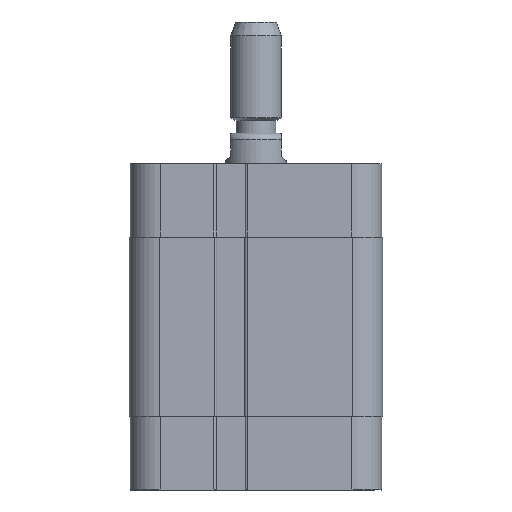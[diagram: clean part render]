
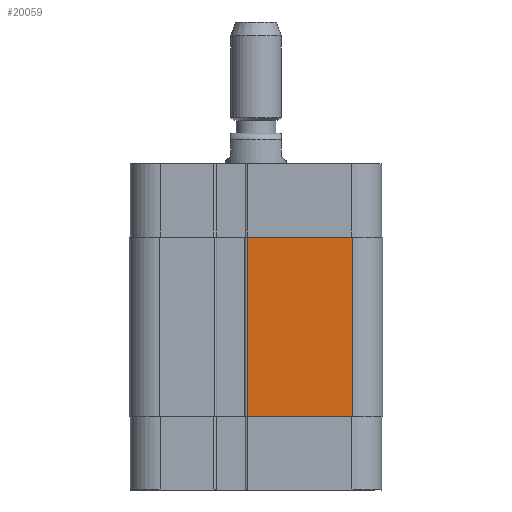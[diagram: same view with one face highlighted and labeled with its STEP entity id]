
A CAD part, front view. The second image highlights one B-rep face of the part: STEP entity #20059.
In plain terms, the highlighted planar face has unit normal (0, -1, 0).
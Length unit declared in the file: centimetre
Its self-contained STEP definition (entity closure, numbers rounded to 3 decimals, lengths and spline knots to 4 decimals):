
#800=PLANE($,#20764);
#1876=FACE_OUTER_BOUND($,#3089,.T.);
#3089=EDGE_LOOP($,(#18073,#18074,#18075,#18076));
#4414=LINE($,#40090,#5873);
#4519=LINE($,#40401,#5978);
#4545=LINE($,#40495,#6004);
#4546=LINE($,#40497,#6005);
#5873=VECTOR($,#23121,2.08);
#5978=VECTOR($,#23438,2.08);
#6004=VECTOR($,#23518,3.55);
#6005=VECTOR($,#23521,3.55);
#9197=VERTEX_POINT($,#40087);
#9198=VERTEX_POINT($,#40089);
#9297=VERTEX_POINT($,#40398);
#9298=VERTEX_POINT($,#40400);
#12076=EDGE_CURVE($,#9198,#9197,#4414,.T.);
#12231=EDGE_CURVE($,#9298,#9297,#4519,.T.);
#12279=EDGE_CURVE($,#9197,#9298,#4545,.T.);
#12280=EDGE_CURVE($,#9198,#9297,#4546,.T.);
#18073=ORIENTED_EDGE($,*,*,#12231,.T.);
#18074=ORIENTED_EDGE($,*,*,#12280,.F.);
#18075=ORIENTED_EDGE($,*,*,#12076,.T.);
#18076=ORIENTED_EDGE($,*,*,#12279,.T.);
#20059=ADVANCED_FACE($,(#1876),#800,.T.);
#20764=AXIS2_PLACEMENT_3D($,#40496,#23519,#23520);
#23121=DIRECTION($,(1.,0.,0.));
#23438=DIRECTION($,(-1.,0.,0.));
#23518=DIRECTION($,(0.,0.,1.));
#23519=DIRECTION('center_axis',(0.,-1.,0.));
#23520=DIRECTION('ref_axis',(1.,0.,0.));
#23521=DIRECTION($,(0.,0.,1.));
#40087=CARTESIAN_POINT('',(1.905,-2.505,1.45));
#40089=CARTESIAN_POINT('',(-0.175,-2.505,1.45));
#40090=CARTESIAN_POINT($,(-0.175,-2.505,1.45));
#40398=CARTESIAN_POINT('',(-0.175,-2.505,5.));
#40400=CARTESIAN_POINT('',(1.905,-2.505,5.));
#40401=CARTESIAN_POINT($,(1.905,-2.505,5.));
#40495=CARTESIAN_POINT($,(1.905,-2.505,1.45));
#40496=CARTESIAN_POINT('Origin',(1.905,-2.505,12.225));
#40497=CARTESIAN_POINT($,(-0.175,-2.505,1.45));
